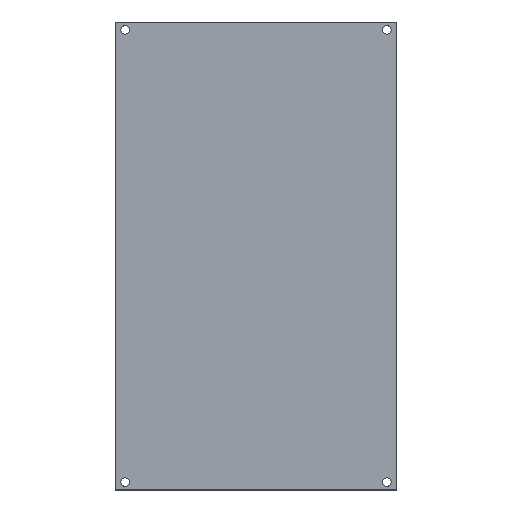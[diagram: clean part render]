
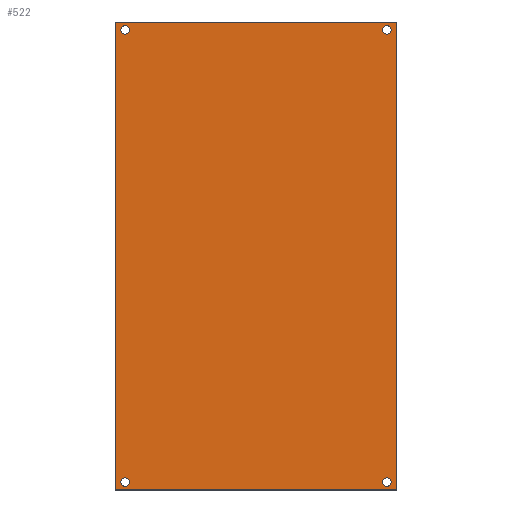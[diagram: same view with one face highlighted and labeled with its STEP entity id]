
A CAD part, top view. The second image highlights one B-rep face of the part: STEP entity #522.
In plain terms, the highlighted planar face has unit normal (0, 0, 1).
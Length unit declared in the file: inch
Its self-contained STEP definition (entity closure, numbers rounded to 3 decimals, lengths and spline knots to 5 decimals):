
#6 = FACE_BOUND ( 'NONE', #430, .T. ) ;
#11 = CIRCLE ( 'NONE', #130, 0.1325 ) ;
#12 = CARTESIAN_POINT ( 'NONE',  ( 4.4375, -7.375, 0.1 ) ) ;
#19 = VERTEX_POINT ( 'NONE', #333 ) ;
#39 = EDGE_LOOP ( 'NONE', ( #241 ) ) ;
#40 = ORIENTED_EDGE ( 'NONE', *, *, #405, .T. ) ;
#41 = CARTESIAN_POINT ( 'NONE',  ( -4.4375, 7.375, 0.1 ) ) ;
#46 = CARTESIAN_POINT ( 'NONE',  ( -4.258, 7.125, 0.1 ) ) ;
#54 = VERTEX_POINT ( 'NONE', #299 ) ;
#63 = ORIENTED_EDGE ( 'NONE', *, *, #353, .T. ) ;
#66 = DIRECTION ( 'NONE',  ( -1., 0., 0. ) ) ;
#69 = VECTOR ( 'NONE', #164, 39.37008 ) ;
#73 = DIRECTION ( 'NONE',  ( 0., -1., 0. ) ) ;
#77 = VECTOR ( 'NONE', #73, 39.37008 ) ;
#78 = VERTEX_POINT ( 'NONE', #46 ) ;
#79 = EDGE_CURVE ( 'NONE', #54, #54, #11, .T. ) ;
#83 = DIRECTION ( 'NONE',  ( 0., 0., -1. ) ) ;
#101 = DIRECTION ( 'NONE',  ( 0., 0., -1. ) ) ;
#106 = EDGE_CURVE ( 'NONE', #78, #78, #190, .T. ) ;
#118 = CARTESIAN_POINT ( 'NONE',  ( -4.4375, 7.375, 0.1 ) ) ;
#127 = EDGE_CURVE ( 'NONE', #273, #231, #358, .T. ) ;
#129 = EDGE_LOOP ( 'NONE', ( #245 ) ) ;
#130 = AXIS2_PLACEMENT_3D ( 'NONE', #367, #278, #158 ) ;
#134 = CARTESIAN_POINT ( 'NONE',  ( 4.4375, -7.375, 0.1 ) ) ;
#138 = ORIENTED_EDGE ( 'NONE', *, *, #253, .T. ) ;
#158 = DIRECTION ( 'NONE',  ( -1., 0., 0. ) ) ;
#164 = DIRECTION ( 'NONE',  ( -1., 0., 0. ) ) ;
#166 = FACE_BOUND ( 'NONE', #129, .T. ) ;
#178 = CARTESIAN_POINT ( 'NONE',  ( -4.4375, -7.375, 0.1 ) ) ;
#179 = VERTEX_POINT ( 'NONE', #431 ) ;
#182 = DIRECTION ( 'NONE',  ( 0., 1., 0. ) ) ;
#190 = CIRCLE ( 'NONE', #325, 0.1325 ) ;
#198 = AXIS2_PLACEMENT_3D ( 'NONE', #347, #101, #66 ) ;
#201 = EDGE_CURVE ( 'NONE', #19, #19, #316, .T. ) ;
#206 = DIRECTION ( 'NONE',  ( -1., 0., 0. ) ) ;
#209 = DIRECTION ( 'NONE',  ( 1., 0., 0. ) ) ;
#222 = CARTESIAN_POINT ( 'NONE',  ( -4.4375, -7.375, 0.1 ) ) ;
#230 = VECTOR ( 'NONE', #264, 39.37008 ) ;
#231 = VERTEX_POINT ( 'NONE', #41 ) ;
#241 = ORIENTED_EDGE ( 'NONE', *, *, #79, .T. ) ;
#242 = FACE_OUTER_BOUND ( 'NONE', #396, .T. ) ;
#245 = ORIENTED_EDGE ( 'NONE', *, *, #201, .T. ) ;
#248 = AXIS2_PLACEMENT_3D ( 'NONE', #178, #295, #209 ) ;
#253 = EDGE_CURVE ( 'NONE', #179, #179, #444, .T. ) ;
#255 = PLANE ( 'NONE',  #248 ) ;
#259 = VECTOR ( 'NONE', #182, 39.37008 ) ;
#264 = DIRECTION ( 'NONE',  ( 1., 0., 0. ) ) ;
#267 = VERTEX_POINT ( 'NONE', #388 ) ;
#273 = VERTEX_POINT ( 'NONE', #506 ) ;
#278 = DIRECTION ( 'NONE',  ( 0., 0., -1. ) ) ;
#280 = DIRECTION ( 'NONE',  ( -1., 0., 0. ) ) ;
#284 = CARTESIAN_POINT ( 'NONE',  ( -4.1255, -7.125, 0.1 ) ) ;
#291 = AXIS2_PLACEMENT_3D ( 'NONE', #284, #83, #206 ) ;
#295 = DIRECTION ( 'NONE',  ( 0., 0., 1. ) ) ;
#299 = CARTESIAN_POINT ( 'NONE',  ( 3.993, -7.125, 0.1 ) ) ;
#303 = ORIENTED_EDGE ( 'NONE', *, *, #127, .T. ) ;
#316 = CIRCLE ( 'NONE', #291, 0.1325 ) ;
#317 = CARTESIAN_POINT ( 'NONE',  ( -4.1255, 7.125, 0.1 ) ) ;
#325 = AXIS2_PLACEMENT_3D ( 'NONE', #317, #404, #280 ) ;
#331 = LINE ( 'NONE', #435, #77 ) ;
#333 = CARTESIAN_POINT ( 'NONE',  ( -4.258, -7.125, 0.1 ) ) ;
#337 = EDGE_CURVE ( 'NONE', #231, #267, #331, .T. ) ;
#347 = CARTESIAN_POINT ( 'NONE',  ( 4.1255, 7.125, 0.1 ) ) ;
#353 = EDGE_CURVE ( 'NONE', #407, #273, #408, .T. ) ;
#358 = LINE ( 'NONE', #118, #69 ) ;
#360 = EDGE_LOOP ( 'NONE', ( #138 ) ) ;
#367 = CARTESIAN_POINT ( 'NONE',  ( 4.1255, -7.125, 0.1 ) ) ;
#376 = FACE_BOUND ( 'NONE', #39, .T. ) ;
#379 = LINE ( 'NONE', #222, #230 ) ;
#388 = CARTESIAN_POINT ( 'NONE',  ( -4.4375, -7.375, 0.1 ) ) ;
#396 = EDGE_LOOP ( 'NONE', ( #63, #303, #456, #40 ) ) ;
#404 = DIRECTION ( 'NONE',  ( 0., 0., -1. ) ) ;
#405 = EDGE_CURVE ( 'NONE', #267, #407, #379, .T. ) ;
#407 = VERTEX_POINT ( 'NONE', #134 ) ;
#408 = LINE ( 'NONE', #12, #259 ) ;
#430 = EDGE_LOOP ( 'NONE', ( #476 ) ) ;
#431 = CARTESIAN_POINT ( 'NONE',  ( 3.993, 7.125, 0.1 ) ) ;
#435 = CARTESIAN_POINT ( 'NONE',  ( -4.4375, -7.375, 0.1 ) ) ;
#444 = CIRCLE ( 'NONE', #198, 0.1325 ) ;
#456 = ORIENTED_EDGE ( 'NONE', *, *, #337, .T. ) ;
#476 = ORIENTED_EDGE ( 'NONE', *, *, #106, .T. ) ;
#486 = FACE_BOUND ( 'NONE', #360, .T. ) ;
#506 = CARTESIAN_POINT ( 'NONE',  ( 4.4375, 7.375, 0.1 ) ) ;
#522 = ADVANCED_FACE ( 'NONE', ( #242, #6, #486, #376, #166 ), #255, .T. ) ;
